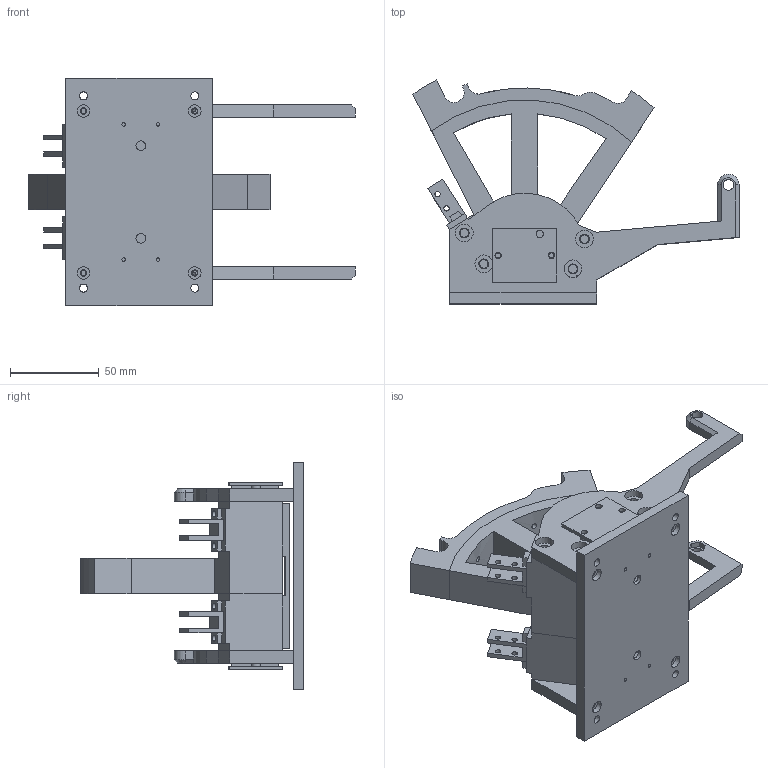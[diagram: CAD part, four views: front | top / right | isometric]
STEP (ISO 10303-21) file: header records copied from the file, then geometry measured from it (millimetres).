
FILE_DESCRIPTION(/* description */ (''),/* implementation_level */ '2;1');
FILE_NAME(/* name */ 'Detent track v74.step',/* time_stamp */ '2021-03-23T13:48:47-04:00',/* author */ (''),/* organization */ (''),/* preprocessor_version */ 'ST-DEVELOPER v18.1',/* originating_system */ 'Autodesk Translation Framework v9.10.0.1330',/* authorisation */ '');
FILE_SCHEMA (('AUTOMOTIVE_DESIGN { 1 0 10303 214 3 1 1 }'));
Length unit declared in the file: millimetre
Products named in the file (12): Detent track; Profile; Track Structure; Forward Left structural part; Aft Left structural part; Right frame; Left frame; Friction adjustment pads; Friction adjustment lower plate; Endstop mount 1; Endstop mount 2; Sensor holdback
Assembly tree (12 placements, depth 2):
  Detent track
    Profile
    Track Structure
    Forward Left structural part
    Aft Left structural part
    Right frame
    Left frame
    Friction adjustment pads
    Friction adjustment lower plate
    Endstop mount 1
    Endstop mount 2
    Sensor holdback  x2
Bounding box: 183.49 x 125.81 x 128 mm (x, y, z)
Volume: 320235.7 mm3; surface area: 121200.3 mm2
Topology: 12 solids, 12 shells, 382 faces, 937 edges, 623 vertices
Faces by surface type: plane 256, cylinder 122, cone 2, bspline 2
Full cylindrical faces by diameter (mm): 2 x4, 2.7 x4, 2.8 x12, 3 x10, 3.5 x12, 4 x4, 4.5 x4, 4.8 x8, 5 x4, 5.5 x14, 6 x2, 6.5 x2, 7 x4, 10 x8, 22 x4, 24.5 x4
Entity records: 11907 total; most frequent: CARTESIAN_POINT 2252, DIRECTION 1939, ORIENTED_EDGE 1832, EDGE_CURVE 916, LINE 653, VECTOR 653, AXIS2_PLACEMENT_3D 643, VERTEX_POINT 609
